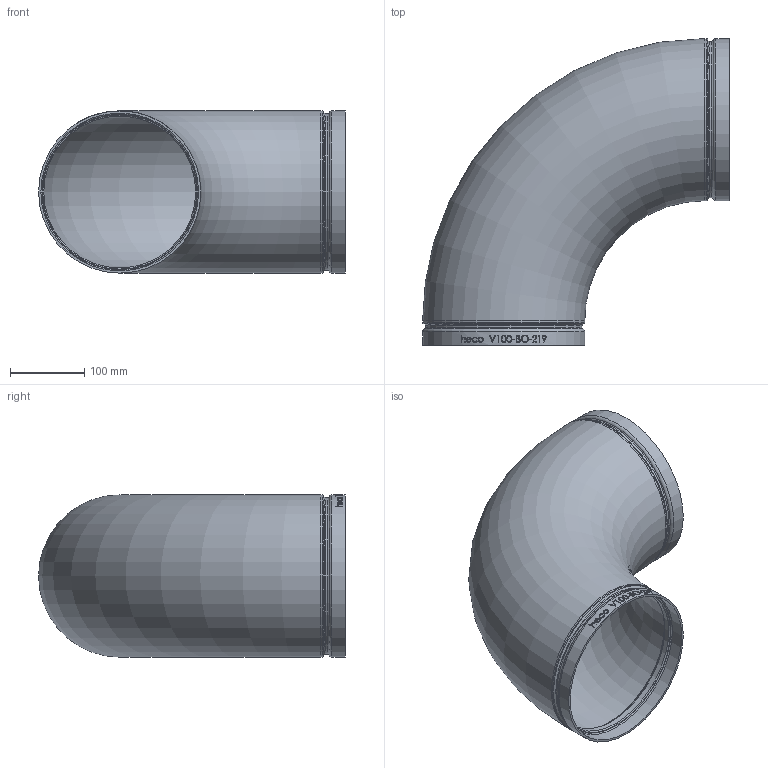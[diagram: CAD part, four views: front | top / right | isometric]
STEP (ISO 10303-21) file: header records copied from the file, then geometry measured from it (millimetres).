
FILE_DESCRIPTION (( 'STEP AP214' ), '1' );
FILE_NAME ('V100-BO-219-x Typ E490 DN200 800 Ø219,1 1812.STEP', '2018-12-13T08:42:25', ( '' ), ( '' ), 'SwSTEP 2.0', 'SolidWorks 2016', '' );
FILE_SCHEMA (( 'AUTOMOTIVE_DESIGN' ));
Length unit declared in the file: inch
Products named in the file (1): V100-BO-219-x Typ E490 DN200 800 Ø219,1 1812
Bounding box: 414.34 x 414.34 x 219.1 mm (x, y, z)
Volume: 1021170.9 mm3; surface area: 683094.4 mm2
Topology: 1 solids, 1 shells, 204 faces, 511 edges, 334 vertices
Faces by surface type: bspline 99, plane 48, cylinder 35, torus 18, cone 4
Full cylindrical faces by diameter (mm): 205.207 x2, 211.201 x2, 213.081 x4, 219.075 x4
Entity records: 30263 total; most frequent: CARTESIAN_POINT 24313, ORIENTED_EDGE 934, EDGE_CURVE 467, DIRECTION 460, VERTEX_POINT 324, B_SPLINE_CURVE_WITH_KNOTS 311, EDGE_LOOP 265, FACE_OUTER_BOUND 234
